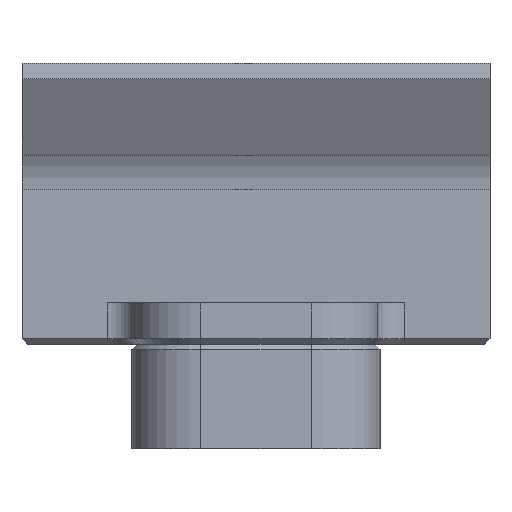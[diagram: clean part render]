
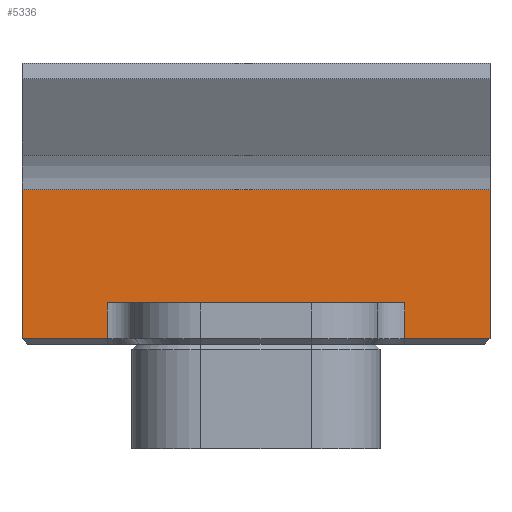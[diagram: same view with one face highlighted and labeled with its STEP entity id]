
A CAD part, front view. The second image highlights one B-rep face of the part: STEP entity #5336.
In plain terms, the highlighted planar face has unit normal (0, -1, 0).
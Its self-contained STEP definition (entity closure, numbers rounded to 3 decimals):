
#394=FACE_OUTER_BOUND('',#708,.T.);
#708=EDGE_LOOP('',(#3676,#3677,#3678,#3679,#3680,#3681,#3682,#3683));
#1010=LINE('',#7751,#1608);
#1018=LINE('',#7784,#1616);
#1071=LINE('',#7908,#1669);
#1083=LINE('',#8250,#1681);
#1084=LINE('',#8253,#1682);
#1085=LINE('',#8254,#1683);
#1086=LINE('',#8256,#1684);
#1087=LINE('',#8257,#1685);
#1608=VECTOR('',#6149,10.);
#1616=VECTOR('',#6185,10.);
#1669=VECTOR('',#6274,10.);
#1681=VECTOR('',#6318,2.);
#1682=VECTOR('',#6321,10.);
#1683=VECTOR('',#6322,10.);
#1684=VECTOR('',#6323,10.);
#1685=VECTOR('',#6324,2.);
#2202=VERTEX_POINT('',#7743);
#2204=VERTEX_POINT('',#7749);
#2214=VERTEX_POINT('',#7778);
#2215=VERTEX_POINT('',#7783);
#2268=VERTEX_POINT('',#7906);
#2285=VERTEX_POINT('',#8248);
#2286=VERTEX_POINT('',#8252);
#2287=VERTEX_POINT('',#8255);
#2703=EDGE_CURVE('',#2204,#2202,#1010,.T.);
#2719=EDGE_CURVE('',#2215,#2214,#1018,.T.);
#2782=EDGE_CURVE('',#2215,#2268,#1071,.T.);
#2811=EDGE_CURVE('',#2285,#2204,#1083,.T.);
#2812=EDGE_CURVE('',#2286,#2268,#1084,.T.);
#2813=EDGE_CURVE('',#2202,#2286,#1085,.T.);
#2814=EDGE_CURVE('',#2285,#2287,#1086,.T.);
#2815=EDGE_CURVE('',#2214,#2287,#1087,.T.);
#3676=ORIENTED_EDGE('',*,*,#2719,.F.);
#3677=ORIENTED_EDGE('',*,*,#2782,.T.);
#3678=ORIENTED_EDGE('',*,*,#2812,.F.);
#3679=ORIENTED_EDGE('',*,*,#2813,.F.);
#3680=ORIENTED_EDGE('',*,*,#2703,.F.);
#3681=ORIENTED_EDGE('',*,*,#2811,.F.);
#3682=ORIENTED_EDGE('',*,*,#2814,.T.);
#3683=ORIENTED_EDGE('',*,*,#2815,.F.);
#5131=PLANE('',#5684);
#5336=ADVANCED_FACE('',(#394),#5131,.T.);
#5684=AXIS2_PLACEMENT_3D('',#8251,#6319,#6320);
#6149=DIRECTION('',(-1.,0.,0.));
#6185=DIRECTION('',(-1.,0.,0.));
#6274=DIRECTION('',(0.,0.,1.));
#6318=DIRECTION('',(0.,0.,-1.));
#6319=DIRECTION('center_axis',(0.,-1.,0.));
#6320=DIRECTION('ref_axis',(0.,0.,
-1.));
#6321=DIRECTION('',(1.,0.,0.));
#6322=DIRECTION('',(0.,0.,1.));
#6323=DIRECTION('',(1.,0.,0.));
#6324=DIRECTION('',(0.,0.,1.));
#7743=CARTESIAN_POINT('',(-41.4,9.,12.5));
#7749=CARTESIAN_POINT('',(-35.201,9.,12.5));
#7751=CARTESIAN_POINT('',(-24.425,9.,12.5));
#7778=CARTESIAN_POINT('',(-13.651,9.,12.5));
#7783=CARTESIAN_POINT('',(-7.45,9.,12.5));
#7784=CARTESIAN_POINT('',(-24.425,9.,12.5));
#7906=CARTESIAN_POINT('',(-7.45,9.,23.318));
#7908=CARTESIAN_POINT('',(-7.45,9.,21.518));
#8248=CARTESIAN_POINT('',(-35.201,9.,15.1));
#8250=CARTESIAN_POINT('',(-35.201,9.,12.1));
#8251=CARTESIAN_POINT('Origin',(-41.4,9.,24.657));
#8252=CARTESIAN_POINT('',(-41.4,9.,23.318));
#8253=CARTESIAN_POINT('',(-32.913,9.,23.318));
#8254=CARTESIAN_POINT('',(-41.4,9.,12.1));
#8255=CARTESIAN_POINT('',(-13.651,9.,15.1));
#8256=CARTESIAN_POINT('',(-32.913,9.,15.1));
#8257=CARTESIAN_POINT('',(-13.651,9.,12.1));
